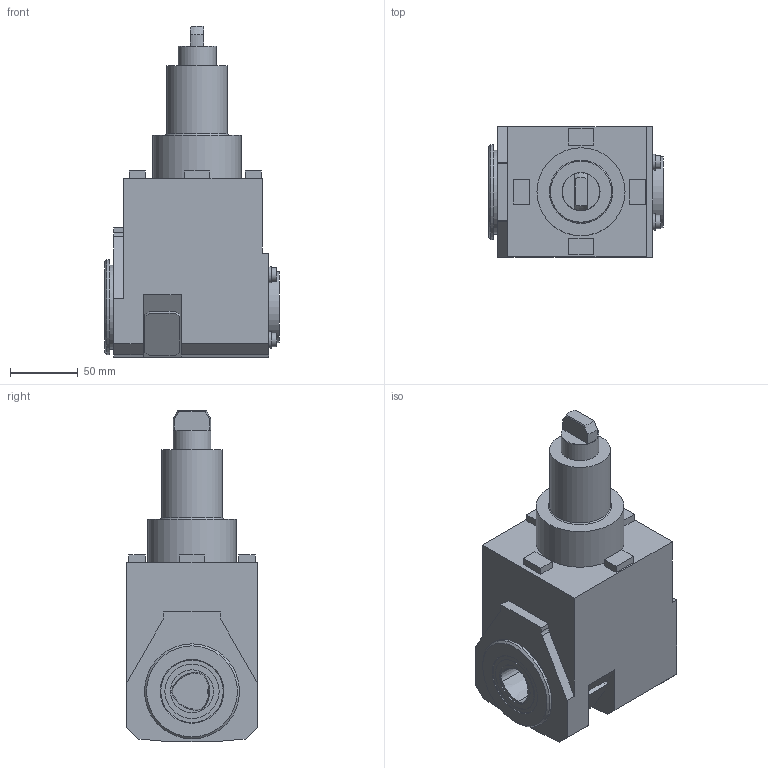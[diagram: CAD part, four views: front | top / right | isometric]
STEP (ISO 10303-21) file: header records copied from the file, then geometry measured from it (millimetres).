
FILE_DESCRIPTION(/* description */ (''),/* implementation_level */ '2;1');
FILE_NAME(/* name */ '1534145191501.stp',/* time_stamp */ '2018-08-13T09:26:37+02:00',/* author */ (''),/* organization */ ('SMS'),/* preprocessor_version */ 'ST-DEVELOPER v15',/* originating_system */ 'SIEMENS PLM Software NX 8.5',/* authorisation */ '');
FILE_SCHEMA (('AUTOMOTIVE_DESIGN { 1 0 10303 214 3 1 1 1 }'));
Length unit declared in the file: millimetre
Products named in the file (1): 201820426mod000_00
Bounding box: 128.6 x 96 x 244 mm (x, y, z)
Volume: 1589028.8 mm3; surface area: 99642 mm2
Topology: 1 solids, 1 shells, 109 faces, 250 edges, 167 vertices
Faces by surface type: plane 72, cylinder 25, cone 11, torus 1
Full cylindrical faces by diameter (mm): 2.5 x1, 10 x4, 12 x4, 28 x1, 31.6 x1, 40 x1, 45 x1, 52.6 x1, 62 x1, 64.9 x1, 70 x1
Entity records: 3010 total; most frequent: CARTESIAN_POINT 572, DIRECTION 506, ORIENTED_EDGE 440, EDGE_CURVE 220, AXIS2_PLACEMENT_3D 182, VERTEX_POINT 158, EDGE_LOOP 154, LINE 142
